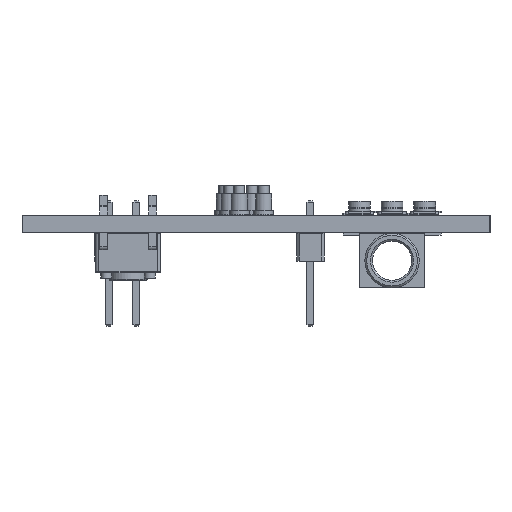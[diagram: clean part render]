
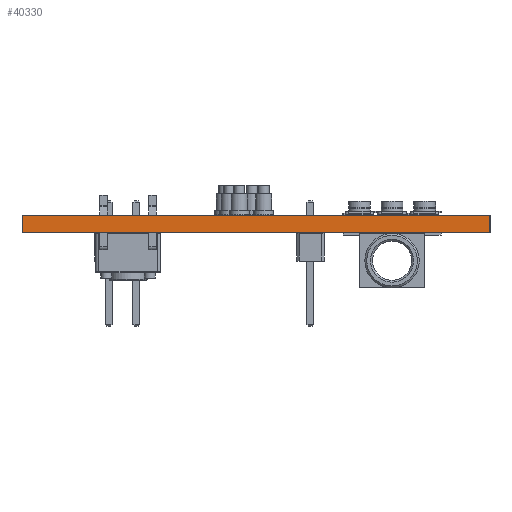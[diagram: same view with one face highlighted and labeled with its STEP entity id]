
A CAD part, left-side view. The second image highlights one B-rep face of the part: STEP entity #40330.
In plain terms, the highlighted planar face has unit normal (-1, 0, 0).
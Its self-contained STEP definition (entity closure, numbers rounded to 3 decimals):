
#40330 = ADVANCED_FACE('',(#40331),#40345,.T.);
#40331 = FACE_BOUND('',#40332,.T.);
#40332 = EDGE_LOOP('',(#40333,#40368,#40396,#40424));
#40333 = ORIENTED_EDGE('',*,*,#40334,.T.);
#40334 = EDGE_CURVE('',#40335,#40337,#40339,.T.);
#40335 = VERTEX_POINT('',#40336);
#40336 = CARTESIAN_POINT('',(-23.5,-21.5,0.));
#40337 = VERTEX_POINT('',#40338);
#40338 = CARTESIAN_POINT('',(-23.5,-21.5,1.6));
#40339 = SURFACE_CURVE('',#40340,(#40344,#40356),.PCURVE_S1.);
#40340 = LINE('',#40341,#40342);
#40341 = CARTESIAN_POINT('',(-23.5,-21.5,0.));
#40342 = VECTOR('',#40343,1.);
#40343 = DIRECTION('',(0.,0.,1.));
#40344 = PCURVE('',#40345,#40350);
#40345 = PLANE('',#40346);
#40346 = AXIS2_PLACEMENT_3D('',#40347,#40348,#40349);
#40347 = CARTESIAN_POINT('',(-23.5,-21.5,0.));
#40348 = DIRECTION('',(-1.,0.,0.));
#40349 = DIRECTION('',(0.,1.,0.));
#40350 = DEFINITIONAL_REPRESENTATION('',(#40351),#40355);
#40351 = LINE('',#40352,#40353);
#40352 = CARTESIAN_POINT('',(0.,0.));
#40353 = VECTOR('',#40354,1.);
#40354 = DIRECTION('',(0.,-1.));
#40355 = ( GEOMETRIC_REPRESENTATION_CONTEXT(2) 
PARAMETRIC_REPRESENTATION_CONTEXT() REPRESENTATION_CONTEXT('2D SPACE',''
  ) );
#40356 = PCURVE('',#40357,#40362);
#40357 = PLANE('',#40358);
#40358 = AXIS2_PLACEMENT_3D('',#40359,#40360,#40361);
#40359 = CARTESIAN_POINT('',(23.5,-21.5,0.));
#40360 = DIRECTION('',(0.,-1.,0.));
#40361 = DIRECTION('',(-1.,0.,0.));
#40362 = DEFINITIONAL_REPRESENTATION('',(#40363),#40367);
#40363 = LINE('',#40364,#40365);
#40364 = CARTESIAN_POINT('',(47.,0.));
#40365 = VECTOR('',#40366,1.);
#40366 = DIRECTION('',(0.,-1.));
#40367 = ( GEOMETRIC_REPRESENTATION_CONTEXT(2) 
PARAMETRIC_REPRESENTATION_CONTEXT() REPRESENTATION_CONTEXT('2D SPACE',''
  ) );
#40368 = ORIENTED_EDGE('',*,*,#40369,.T.);
#40369 = EDGE_CURVE('',#40337,#40370,#40372,.T.);
#40370 = VERTEX_POINT('',#40371);
#40371 = CARTESIAN_POINT('',(-23.5,21.5,1.6));
#40372 = SURFACE_CURVE('',#40373,(#40377,#40384),.PCURVE_S1.);
#40373 = LINE('',#40374,#40375);
#40374 = CARTESIAN_POINT('',(-23.5,-21.5,1.6));
#40375 = VECTOR('',#40376,1.);
#40376 = DIRECTION('',(0.,1.,0.));
#40377 = PCURVE('',#40345,#40378);
#40378 = DEFINITIONAL_REPRESENTATION('',(#40379),#40383);
#40379 = LINE('',#40380,#40381);
#40380 = CARTESIAN_POINT('',(0.,-1.6));
#40381 = VECTOR('',#40382,1.);
#40382 = DIRECTION('',(1.,0.));
#40383 = ( GEOMETRIC_REPRESENTATION_CONTEXT(2) 
PARAMETRIC_REPRESENTATION_CONTEXT() REPRESENTATION_CONTEXT('2D SPACE',''
  ) );
#40384 = PCURVE('',#40385,#40390);
#40385 = PLANE('',#40386);
#40386 = AXIS2_PLACEMENT_3D('',#40387,#40388,#40389);
#40387 = CARTESIAN_POINT('',(0.,0.,1.6));
#40388 = DIRECTION('',(-0.,-0.,-1.));
#40389 = DIRECTION('',(-1.,0.,0.));
#40390 = DEFINITIONAL_REPRESENTATION('',(#40391),#40395);
#40391 = LINE('',#40392,#40393);
#40392 = CARTESIAN_POINT('',(23.5,-21.5));
#40393 = VECTOR('',#40394,1.);
#40394 = DIRECTION('',(0.,1.));
#40395 = ( GEOMETRIC_REPRESENTATION_CONTEXT(2) 
PARAMETRIC_REPRESENTATION_CONTEXT() REPRESENTATION_CONTEXT('2D SPACE',''
  ) );
#40396 = ORIENTED_EDGE('',*,*,#40397,.F.);
#40397 = EDGE_CURVE('',#40398,#40370,#40400,.T.);
#40398 = VERTEX_POINT('',#40399);
#40399 = CARTESIAN_POINT('',(-23.5,21.5,0.));
#40400 = SURFACE_CURVE('',#40401,(#40405,#40412),.PCURVE_S1.);
#40401 = LINE('',#40402,#40403);
#40402 = CARTESIAN_POINT('',(-23.5,21.5,0.));
#40403 = VECTOR('',#40404,1.);
#40404 = DIRECTION('',(0.,0.,1.));
#40405 = PCURVE('',#40345,#40406);
#40406 = DEFINITIONAL_REPRESENTATION('',(#40407),#40411);
#40407 = LINE('',#40408,#40409);
#40408 = CARTESIAN_POINT('',(43.,0.));
#40409 = VECTOR('',#40410,1.);
#40410 = DIRECTION('',(0.,-1.));
#40411 = ( GEOMETRIC_REPRESENTATION_CONTEXT(2) 
PARAMETRIC_REPRESENTATION_CONTEXT() REPRESENTATION_CONTEXT('2D SPACE',''
  ) );
#40412 = PCURVE('',#40413,#40418);
#40413 = PLANE('',#40414);
#40414 = AXIS2_PLACEMENT_3D('',#40415,#40416,#40417);
#40415 = CARTESIAN_POINT('',(-23.5,21.5,0.));
#40416 = DIRECTION('',(0.,1.,0.));
#40417 = DIRECTION('',(1.,0.,0.));
#40418 = DEFINITIONAL_REPRESENTATION('',(#40419),#40423);
#40419 = LINE('',#40420,#40421);
#40420 = CARTESIAN_POINT('',(0.,0.));
#40421 = VECTOR('',#40422,1.);
#40422 = DIRECTION('',(0.,-1.));
#40423 = ( GEOMETRIC_REPRESENTATION_CONTEXT(2) 
PARAMETRIC_REPRESENTATION_CONTEXT() REPRESENTATION_CONTEXT('2D SPACE',''
  ) );
#40424 = ORIENTED_EDGE('',*,*,#40425,.F.);
#40425 = EDGE_CURVE('',#40335,#40398,#40426,.T.);
#40426 = SURFACE_CURVE('',#40427,(#40431,#40438),.PCURVE_S1.);
#40427 = LINE('',#40428,#40429);
#40428 = CARTESIAN_POINT('',(-23.5,-21.5,0.));
#40429 = VECTOR('',#40430,1.);
#40430 = DIRECTION('',(0.,1.,0.));
#40431 = PCURVE('',#40345,#40432);
#40432 = DEFINITIONAL_REPRESENTATION('',(#40433),#40437);
#40433 = LINE('',#40434,#40435);
#40434 = CARTESIAN_POINT('',(0.,0.));
#40435 = VECTOR('',#40436,1.);
#40436 = DIRECTION('',(1.,0.));
#40437 = ( GEOMETRIC_REPRESENTATION_CONTEXT(2) 
PARAMETRIC_REPRESENTATION_CONTEXT() REPRESENTATION_CONTEXT('2D SPACE',''
  ) );
#40438 = PCURVE('',#40439,#40444);
#40439 = PLANE('',#40440);
#40440 = AXIS2_PLACEMENT_3D('',#40441,#40442,#40443);
#40441 = CARTESIAN_POINT('',(0.,0.,0.));
#40442 = DIRECTION('',(-0.,-0.,-1.));
#40443 = DIRECTION('',(-1.,0.,0.));
#40444 = DEFINITIONAL_REPRESENTATION('',(#40445),#40449);
#40445 = LINE('',#40446,#40447);
#40446 = CARTESIAN_POINT('',(23.5,-21.5));
#40447 = VECTOR('',#40448,1.);
#40448 = DIRECTION('',(0.,1.));
#40449 = ( GEOMETRIC_REPRESENTATION_CONTEXT(2) 
PARAMETRIC_REPRESENTATION_CONTEXT() REPRESENTATION_CONTEXT('2D SPACE',''
  ) );
